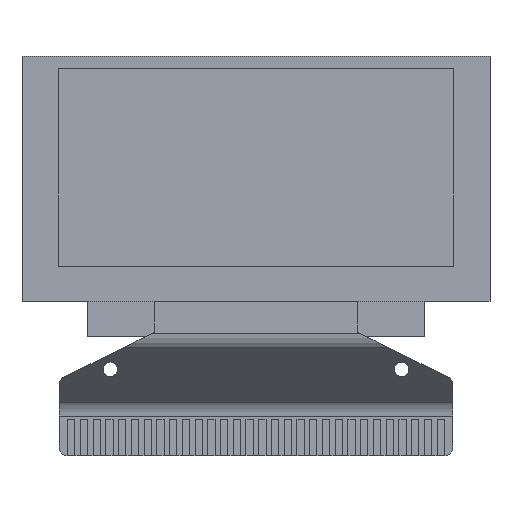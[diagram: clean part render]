
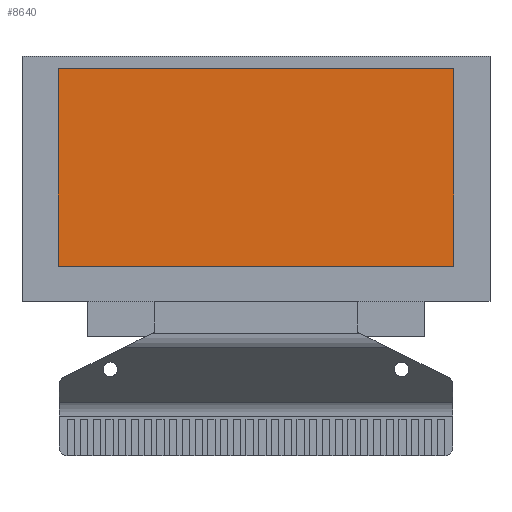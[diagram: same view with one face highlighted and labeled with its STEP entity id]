
A CAD part, top view. The second image highlights one B-rep face of the part: STEP entity #8640.
In plain terms, the highlighted planar face has unit normal (0, 0, 1).
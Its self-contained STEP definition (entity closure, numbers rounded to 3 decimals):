
#229=FACE_OUTER_BOUND('',#706,.T.);
#706=EDGE_LOOP('',(#5760,#5761,#5762,#5763));
#1230=LINE('',#11792,#2405);
#1232=LINE('',#11796,#2407);
#1234=LINE('',#11800,#2409);
#1236=LINE('',#11803,#2411);
#2405=VECTOR('',#9684,1000.);
#2407=VECTOR('',#9688,1000.);
#2409=VECTOR('',#9692,1000.);
#2411=VECTOR('',#9696,1000.);
#3562=VERTEX_POINT('',#11789);
#3563=VERTEX_POINT('',#11791);
#3564=VERTEX_POINT('',#11795);
#3565=VERTEX_POINT('',#11799);
#4428=EDGE_CURVE('',#3562,#3563,#1230,.T.);
#4430=EDGE_CURVE('',#3563,#3564,#1232,.T.);
#4432=EDGE_CURVE('',#3564,#3565,#1234,.T.);
#4434=EDGE_CURVE('',#3565,#3562,#1236,.T.);
#5760=ORIENTED_EDGE('',*,*,#4428,.F.);
#5761=ORIENTED_EDGE('',*,*,#4434,.F.);
#5762=ORIENTED_EDGE('',*,*,#4432,.F.);
#5763=ORIENTED_EDGE('',*,*,#4430,.F.);
#8214=PLANE('',#9153);
#8640=ADVANCED_FACE('',(#229),#8214,.F.);
#9153=AXIS2_PLACEMENT_3D('',#11804,#9697,#9698);
#9684=DIRECTION('',(0.,1.,0.));
#9688=DIRECTION('',(1.,0.,0.));
#9692=DIRECTION('',(0.,-1.,0.));
#9696=DIRECTION('',(-1.,0.,0.));
#9697=DIRECTION('center_axis',(0.,0.,-1.));
#9698=DIRECTION('ref_axis',(-1.,0.,0.));
#11789=CARTESIAN_POINT('',(-10.872,-11.263,4.556));
#11791=CARTESIAN_POINT('',(-10.872,-0.399,4.556));
#11792=CARTESIAN_POINT('',(-10.872,-11.263,4.556));
#11795=CARTESIAN_POINT('',(10.872,-0.399,4.556));
#11796=CARTESIAN_POINT('',(-10.872,-0.399,4.556));
#11799=CARTESIAN_POINT('',(10.872,-11.263,4.556));
#11800=CARTESIAN_POINT('',(10.872,-0.399,4.556));
#11803=CARTESIAN_POINT('',(10.872,-11.263,4.556));
#11804=CARTESIAN_POINT('Origin',(0.,-7.9,4.556));
